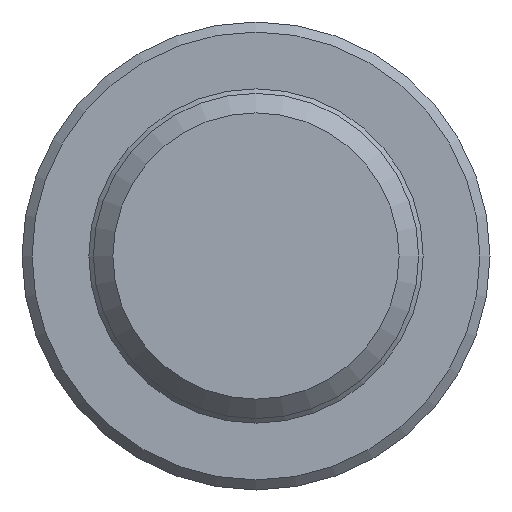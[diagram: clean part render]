
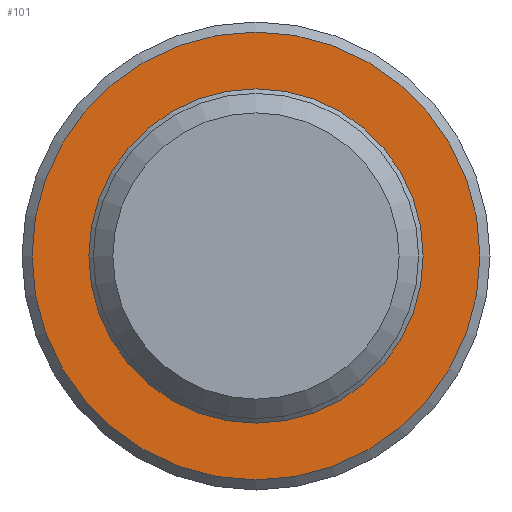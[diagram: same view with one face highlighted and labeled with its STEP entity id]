
A CAD part, front view. The second image highlights one B-rep face of the part: STEP entity #101.
In plain terms, the highlighted planar face has unit normal (0, -1, 0).
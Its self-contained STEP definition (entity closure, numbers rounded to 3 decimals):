
#101 = ADVANCED_FACE( '', ( #207, #208 ), #209, .F. );
#207 = FACE_BOUND( '', #311, .T. );
#208 = FACE_OUTER_BOUND( '', #312, .T. );
#209 = PLANE( '', #313 );
#311 = EDGE_LOOP( '', ( #506 ) );
#312 = EDGE_LOOP( '', ( #507 ) );
#313 = AXIS2_PLACEMENT_3D( '', #508, #509, #510 );
#506 = ORIENTED_EDGE( '', *, *, #549, .F. );
#507 = ORIENTED_EDGE( '', *, *, #581, .T. );
#508 = CARTESIAN_POINT( '', ( 6.7, 0., 0. ) );
#509 = DIRECTION( '', ( 0., 1., 0. ) );
#510 = DIRECTION( '', ( 0., 0., 1. ) );
#549 = EDGE_CURVE( '', #632, #632, #633, .T. );
#581 = EDGE_CURVE( '', #678, #678, #679, .T. );
#632 = VERTEX_POINT( '', #748 );
#633 = CIRCLE( '', #749, 5. );
#678 = VERTEX_POINT( '', #859 );
#679 = CIRCLE( '', #860, 6.7 );
#748 = CARTESIAN_POINT( '', ( 0., 0., -5. ) );
#749 = AXIS2_PLACEMENT_3D( '', #921, #922, #923 );
#859 = CARTESIAN_POINT( '', ( 0., 0., -6.7 ) );
#860 = AXIS2_PLACEMENT_3D( '', #949, #950, #951 );
#921 = CARTESIAN_POINT( '', ( 0., 0., 0. ) );
#922 = DIRECTION( '', ( 0., -1., 0. ) );
#923 = DIRECTION( '', ( 0., 0., -1. ) );
#949 = CARTESIAN_POINT( '', ( 0., 0., 0. ) );
#950 = DIRECTION( '', ( 0., -1., 0. ) );
#951 = DIRECTION( '', ( 0., 0., -1. ) );
